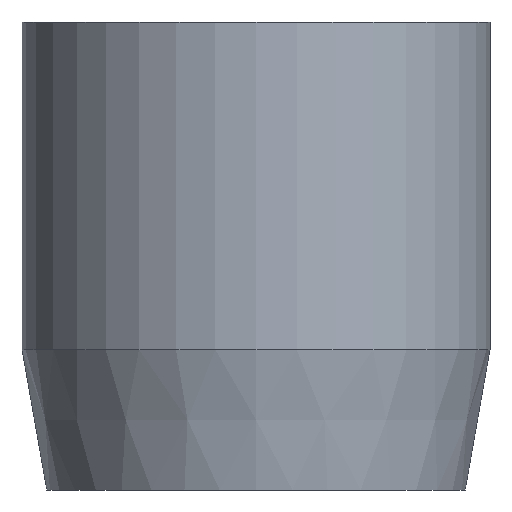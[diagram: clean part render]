
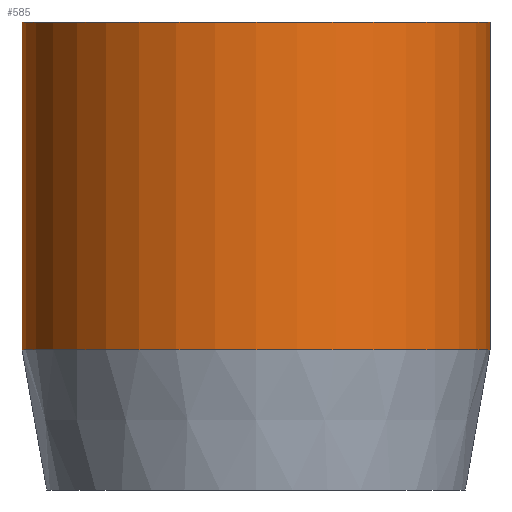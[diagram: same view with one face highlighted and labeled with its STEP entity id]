
A CAD part, front view. The second image highlights one B-rep face of the part: STEP entity #585.
In plain terms, the highlighted cylindrical face has radius 2.5 mm (diameter 5 mm), a partial arc.
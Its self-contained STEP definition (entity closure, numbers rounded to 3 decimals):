
#17 = EDGE_CURVE ( 'NONE', #838, #996, #300, .T. ) ;
#19 = CYLINDRICAL_SURFACE ( 'NONE', #737, 2.5 ) ;
#41 = EDGE_LOOP ( 'NONE', ( #835, #637, #188, #296 ) ) ;
#50 = DIRECTION ( 'NONE',  ( 0., 0., 1. ) ) ;
#148 = DIRECTION ( 'NONE',  ( 0., 0., -1. ) ) ;
#188 = ORIENTED_EDGE ( 'NONE', *, *, #687, .T. ) ;
#207 = VERTEX_POINT ( 'NONE', #291 ) ;
#231 = CARTESIAN_POINT ( 'NONE',  ( -2.5, 0., 5. ) ) ;
#247 = CARTESIAN_POINT ( 'NONE',  ( 2.5, 0., 5. ) ) ;
#270 = LINE ( 'NONE', #853, #1097 ) ;
#291 = CARTESIAN_POINT ( 'NONE',  ( 2.5, 0., 1.5 ) ) ;
#296 = ORIENTED_EDGE ( 'NONE', *, *, #584, .T. ) ;
#300 = CIRCLE ( 'NONE', #490, 2.5 ) ;
#338 = DIRECTION ( 'NONE',  ( 0., 0., -1. ) ) ;
#384 = VECTOR ( 'NONE', #1102, 1000. ) ;
#433 = VERTEX_POINT ( 'NONE', #1012 ) ;
#467 = EDGE_CURVE ( 'NONE', #996, #207, #1085, .T. ) ;
#490 = AXIS2_PLACEMENT_3D ( 'NONE', #583, #577, #655 ) ;
#491 = CARTESIAN_POINT ( 'NONE',  ( 0., 0., 5. ) ) ;
#521 = CIRCLE ( 'NONE', #570, 2.5 ) ;
#570 = AXIS2_PLACEMENT_3D ( 'NONE', #586, #50, #667 ) ;
#577 = DIRECTION ( 'NONE',  ( 0., 0., 1. ) ) ;
#583 = CARTESIAN_POINT ( 'NONE',  ( 0., 0., 5. ) ) ;
#584 = EDGE_CURVE ( 'NONE', #433, #207, #521, .T. ) ;
#585 = ADVANCED_FACE ( 'NONE', ( #954 ), #19, .T. ) ;
#586 = CARTESIAN_POINT ( 'NONE',  ( 0., 0., 1.5 ) ) ;
#637 = ORIENTED_EDGE ( 'NONE', *, *, #17, .F. ) ;
#655 = DIRECTION ( 'NONE',  ( 1., 0., 0. ) ) ;
#667 = DIRECTION ( 'NONE',  ( 1., 0., 0. ) ) ;
#687 = EDGE_CURVE ( 'NONE', #838, #433, #270, .T. ) ;
#737 = AXIS2_PLACEMENT_3D ( 'NONE', #491, #148, #1094 ) ;
#835 = ORIENTED_EDGE ( 'NONE', *, *, #467, .F. ) ;
#838 = VERTEX_POINT ( 'NONE', #231 ) ;
#853 = CARTESIAN_POINT ( 'NONE',  ( -2.5, 0., 5. ) ) ;
#954 = FACE_OUTER_BOUND ( 'NONE', #41, .T. ) ;
#996 = VERTEX_POINT ( 'NONE', #1052 ) ;
#1012 = CARTESIAN_POINT ( 'NONE',  ( -2.5, 0., 1.5 ) ) ;
#1052 = CARTESIAN_POINT ( 'NONE',  ( 2.5, 0., 5. ) ) ;
#1085 = LINE ( 'NONE', #247, #384 ) ;
#1094 = DIRECTION ( 'NONE',  ( -1., 0., 0. ) ) ;
#1097 = VECTOR ( 'NONE', #338, 1000. ) ;
#1102 = DIRECTION ( 'NONE',  ( 0., 0., -1. ) ) ;
